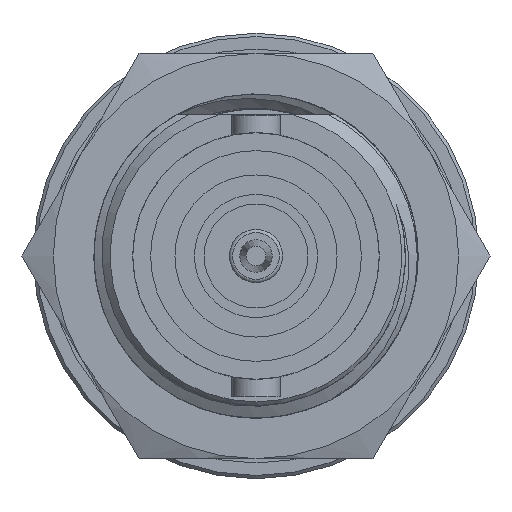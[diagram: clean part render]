
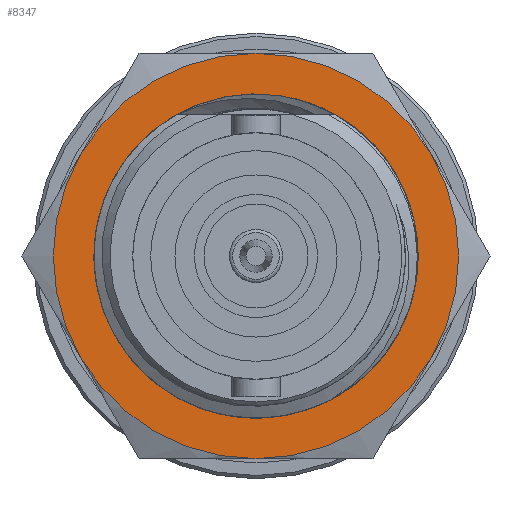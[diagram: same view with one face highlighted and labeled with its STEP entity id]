
A CAD part, left-side view. The second image highlights one B-rep face of the part: STEP entity #8347.
In plain terms, the highlighted planar face has unit normal (-1, 0, 0).
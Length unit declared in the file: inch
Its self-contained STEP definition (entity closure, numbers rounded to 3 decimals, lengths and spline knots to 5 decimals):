
#163 = AXIS2_PLACEMENT_3D ( 'NONE', #16987, #1722, #14758 ) ;
#269 = CARTESIAN_POINT ( 'NONE',  ( 0.486, 0., 0. ) ) ;
#286 = CARTESIAN_POINT ( 'NONE',  ( 0.486, 0., 0. ) ) ;
#376 = DIRECTION ( 'NONE',  ( 0., -1., 0. ) ) ;
#783 = VERTEX_POINT ( 'NONE', #9427 ) ;
#819 = DIRECTION ( 'NONE',  ( 0., -1., 0. ) ) ;
#907 = VERTEX_POINT ( 'NONE', #11993 ) ;
#1028 = AXIS2_PLACEMENT_3D ( 'NONE', #12201, #19343, #16091 ) ;
#1281 = EDGE_CURVE ( 'NONE', #7757, #7963, #19146, .T. ) ;
#1722 = DIRECTION ( 'NONE',  ( -1., 0., 0. ) ) ;
#1976 = DIRECTION ( 'NONE',  ( 1., 0., 0. ) ) ;
#2079 = FACE_BOUND ( 'NONE', #3227, .T. ) ;
#2395 = CARTESIAN_POINT ( 'NONE',  ( 0.486, 0., -0.3125 ) ) ;
#2539 = DIRECTION ( 'NONE',  ( 0., -1., 0. ) ) ;
#3184 = DIRECTION ( 'NONE',  ( 0., -1., 0. ) ) ;
#3227 = EDGE_LOOP ( 'NONE', ( #13303, #9097 ) ) ;
#3356 = CIRCLE ( 'NONE', #6174, 0.3125 ) ;
#3759 = FACE_OUTER_BOUND ( 'NONE', #19181, .T. ) ;
#3831 = AXIS2_PLACEMENT_3D ( 'NONE', #13988, #15888, #5391 ) ;
#4399 = VERTEX_POINT ( 'NONE', #10548 ) ;
#5145 = CIRCLE ( 'NONE', #19037, 0.3125 ) ;
#5391 = DIRECTION ( 'NONE',  ( 0., -1., 0. ) ) ;
#5744 = DIRECTION ( 'NONE',  ( 0., -1., 0. ) ) ;
#6174 = AXIS2_PLACEMENT_3D ( 'NONE', #21364, #11548, #18013 ) ;
#6243 = DIRECTION ( 'NONE',  ( -1., 0., 0. ) ) ;
#6348 = AXIS2_PLACEMENT_3D ( 'NONE', #21533, #6243, #819 ) ;
#7311 = PLANE ( 'NONE',  #15744 ) ;
#7757 = VERTEX_POINT ( 'NONE', #14215 ) ;
#7963 = VERTEX_POINT ( 'NONE', #2395 ) ;
#8347 = ADVANCED_FACE ( 'NONE', ( #2079, #3759 ), #7311, .F. ) ;
#8870 = CARTESIAN_POINT ( 'NONE',  ( 0.486, 0., 0. ) ) ;
#9097 = ORIENTED_EDGE ( 'NONE', *, *, #18297, .T. ) ;
#9321 = CIRCLE ( 'NONE', #15011, 0.3125 ) ;
#9427 = CARTESIAN_POINT ( 'NONE',  ( 0.486, -0.20003, 0.14996 ) ) ;
#9990 = DIRECTION ( 'NONE',  ( 1., 0., 0. ) ) ;
#10017 = EDGE_CURVE ( 'NONE', #12072, #21571, #9321, .T. ) ;
#10307 = EDGE_CURVE ( 'NONE', #18182, #907, #11690, .T. ) ;
#10548 = CARTESIAN_POINT ( 'NONE',  ( 0.486, -0.03541, 0.24748 ) ) ;
#10921 = CARTESIAN_POINT ( 'NONE',  ( 0.486, 0.27063, 0.15625 ) ) ;
#10973 = EDGE_CURVE ( 'NONE', #783, #4399, #20612, .T. ) ;
#11526 = AXIS2_PLACEMENT_3D ( 'NONE', #286, #9990, #3184 ) ;
#11548 = DIRECTION ( 'NONE',  ( -1., 0., 0. ) ) ;
#11690 = CIRCLE ( 'NONE', #6348, 0.3125 ) ;
#11993 = CARTESIAN_POINT ( 'NONE',  ( 0.486, 0., 0.3125 ) ) ;
#12072 = VERTEX_POINT ( 'NONE', #10921 ) ;
#12201 = CARTESIAN_POINT ( 'NONE',  ( 0.486, 0., 0. ) ) ;
#13303 = ORIENTED_EDGE ( 'NONE', *, *, #10973, .T. ) ;
#13585 = EDGE_CURVE ( 'NONE', #7757, #18182, #21849, .T. ) ;
#13988 = CARTESIAN_POINT ( 'NONE',  ( 0.486, 0., 0. ) ) ;
#14084 = DIRECTION ( 'NONE',  ( -1., 0., 0. ) ) ;
#14215 = CARTESIAN_POINT ( 'NONE',  ( 0.486, -0.27063, -0.15625 ) ) ;
#14758 = DIRECTION ( 'NONE',  ( 0., -1., 0. ) ) ;
#15011 = AXIS2_PLACEMENT_3D ( 'NONE', #269, #14084, #376 ) ;
#15546 = ORIENTED_EDGE ( 'NONE', *, *, #10307, .T. ) ;
#15704 = ORIENTED_EDGE ( 'NONE', *, *, #1281, .F. ) ;
#15744 = AXIS2_PLACEMENT_3D ( 'NONE', #8870, #1976, #5744 ) ;
#15888 = DIRECTION ( 'NONE',  ( 1., 0., 0. ) ) ;
#16091 = DIRECTION ( 'NONE',  ( 0., -1., 0. ) ) ;
#16358 = DIRECTION ( 'NONE',  ( -1., 0., 0. ) ) ;
#16656 = EDGE_CURVE ( 'NONE', #907, #12072, #5145, .T. ) ;
#16987 = CARTESIAN_POINT ( 'NONE',  ( 0.486, 0., 0. ) ) ;
#17222 = CIRCLE ( 'NONE', #11526, 0.25 ) ;
#17812 = CARTESIAN_POINT ( 'NONE',  ( 0.486, 0., 0. ) ) ;
#18013 = DIRECTION ( 'NONE',  ( 0., -1., 0. ) ) ;
#18100 = CARTESIAN_POINT ( 'NONE',  ( 0.486, 0.27063, -0.15625 ) ) ;
#18182 = VERTEX_POINT ( 'NONE', #20696 ) ;
#18203 = ORIENTED_EDGE ( 'NONE', *, *, #20734, .T. ) ;
#18297 = EDGE_CURVE ( 'NONE', #4399, #783, #17222, .T. ) ;
#18633 = ORIENTED_EDGE ( 'NONE', *, *, #13585, .T. ) ;
#19037 = AXIS2_PLACEMENT_3D ( 'NONE', #17812, #16358, #2539 ) ;
#19146 = CIRCLE ( 'NONE', #3831, 0.3125 ) ;
#19181 = EDGE_LOOP ( 'NONE', ( #18633, #15546, #19613, #19755, #18203, #15704 ) ) ;
#19343 = DIRECTION ( 'NONE',  ( 1., 0., 0. ) ) ;
#19613 = ORIENTED_EDGE ( 'NONE', *, *, #16656, .T. ) ;
#19755 = ORIENTED_EDGE ( 'NONE', *, *, #10017, .T. ) ;
#20612 = CIRCLE ( 'NONE', #1028, 0.25 ) ;
#20696 = CARTESIAN_POINT ( 'NONE',  ( 0.486, -0.27063, 0.15625 ) ) ;
#20734 = EDGE_CURVE ( 'NONE', #21571, #7963, #3356, .T. ) ;
#21364 = CARTESIAN_POINT ( 'NONE',  ( 0.486, 0., 0. ) ) ;
#21533 = CARTESIAN_POINT ( 'NONE',  ( 0.486, 0., 0. ) ) ;
#21571 = VERTEX_POINT ( 'NONE', #18100 ) ;
#21849 = CIRCLE ( 'NONE', #163, 0.3125 ) ;
